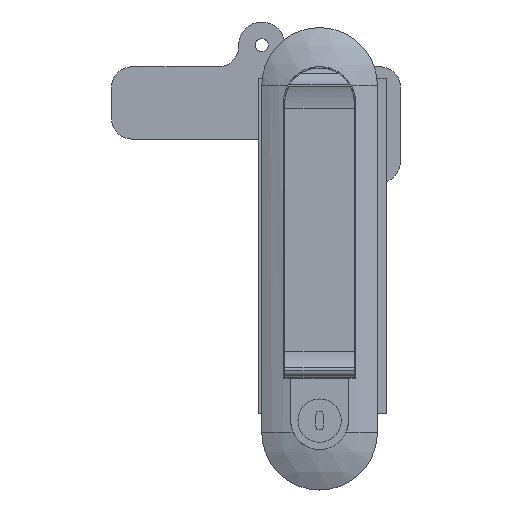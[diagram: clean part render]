
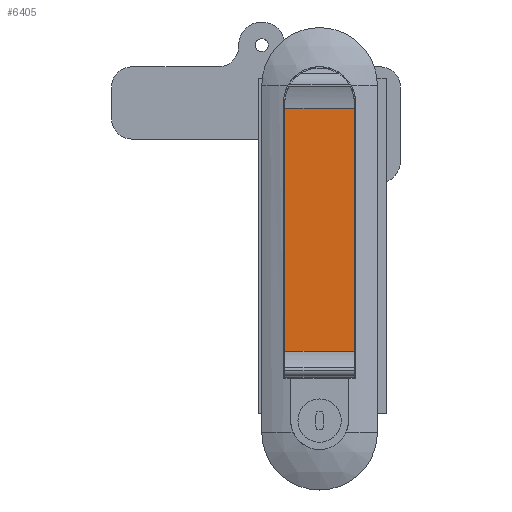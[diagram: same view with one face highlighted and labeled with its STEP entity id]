
A CAD part, top view. The second image highlights one B-rep face of the part: STEP entity #6405.
In plain terms, the highlighted planar face has unit normal (0, 0, 1).
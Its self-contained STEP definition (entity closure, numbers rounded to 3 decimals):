
#96 = EDGE_CURVE ( 'NONE', #4816, #123, #11719, .T. ) ;
#123 = VERTEX_POINT ( 'NONE', #6963 ) ;
#163 = CARTESIAN_POINT ( 'NONE',  ( -12., -2., 7.2 ) ) ;
#250 = CARTESIAN_POINT ( 'NONE',  ( 12., -86., 7.2 ) ) ;
#1306 = DIRECTION ( 'NONE',  ( -1., 0., 0. ) ) ;
#1333 = DIRECTION ( 'NONE',  ( 0., -1., 0. ) ) ;
#1399 = EDGE_CURVE ( 'NONE', #9245, #4816, #6137, .T. ) ;
#1532 = VECTOR ( 'NONE', #9759, 1000. ) ;
#1743 = DIRECTION ( 'NONE',  ( 0., -1., 0. ) ) ;
#1873 = DIRECTION ( 'NONE',  ( 0., 0., -1. ) ) ;
#2147 = AXIS2_PLACEMENT_3D ( 'NONE', #2883, #1873, #10644 ) ;
#2386 = VECTOR ( 'NONE', #1333, 1000. ) ;
#2883 = CARTESIAN_POINT ( 'NONE',  ( 12., -2., 7.2 ) ) ;
#4007 = CARTESIAN_POINT ( 'NONE',  ( 12., -86., 7.2 ) ) ;
#4296 = VECTOR ( 'NONE', #1306, 1000. ) ;
#4737 = CARTESIAN_POINT ( 'NONE',  ( 12., -2., 7.2 ) ) ;
#4816 = VERTEX_POINT ( 'NONE', #6767 ) ;
#4975 = ORIENTED_EDGE ( 'NONE', *, *, #10196, .F. ) ;
#6007 = ORIENTED_EDGE ( 'NONE', *, *, #12383, .F. ) ;
#6137 = LINE ( 'NONE', #10963, #4296 ) ;
#6405 = ADVANCED_FACE ( 'NONE', ( #11497 ), #8726, .F. ) ;
#6559 = ORIENTED_EDGE ( 'NONE', *, *, #1399, .T. ) ;
#6767 = CARTESIAN_POINT ( 'NONE',  ( -12., -2., 7.2 ) ) ;
#6963 = CARTESIAN_POINT ( 'NONE',  ( -12., -86., 7.2 ) ) ;
#8159 = CARTESIAN_POINT ( 'NONE',  ( 12., -2., 7.2 ) ) ;
#8418 = ORIENTED_EDGE ( 'NONE', *, *, #96, .T. ) ;
#8537 = EDGE_LOOP ( 'NONE', ( #8418, #6007, #4975, #6559 ) ) ;
#8726 = PLANE ( 'NONE',  #2147 ) ;
#9245 = VERTEX_POINT ( 'NONE', #8159 ) ;
#9585 = LINE ( 'NONE', #4737, #10050 ) ;
#9759 = DIRECTION ( 'NONE',  ( -1., 0., 0. ) ) ;
#10050 = VECTOR ( 'NONE', #1743, 1000. ) ;
#10196 = EDGE_CURVE ( 'NONE', #9245, #10242, #9585, .T. ) ;
#10216 = LINE ( 'NONE', #4007, #1532 ) ;
#10242 = VERTEX_POINT ( 'NONE', #250 ) ;
#10644 = DIRECTION ( 'NONE',  ( 0., 1., 0. ) ) ;
#10963 = CARTESIAN_POINT ( 'NONE',  ( 12., -2., 7.2 ) ) ;
#11497 = FACE_OUTER_BOUND ( 'NONE', #8537, .T. ) ;
#11719 = LINE ( 'NONE', #163, #2386 ) ;
#12383 = EDGE_CURVE ( 'NONE', #10242, #123, #10216, .T. ) ;
